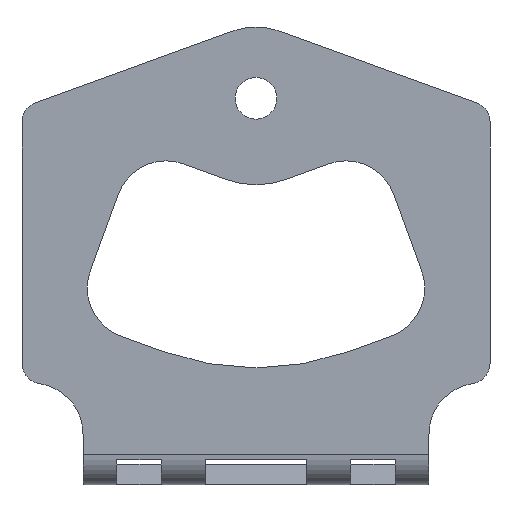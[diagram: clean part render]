
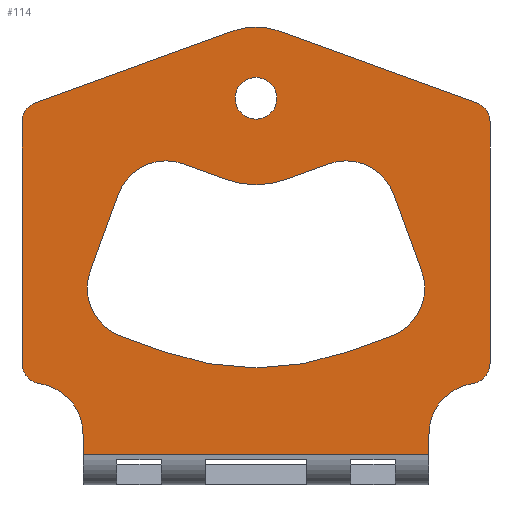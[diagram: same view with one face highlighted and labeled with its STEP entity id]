
A CAD part, left-side view. The second image highlights one B-rep face of the part: STEP entity #114.
In plain terms, the highlighted planar face has unit normal (-1, 0, 0).
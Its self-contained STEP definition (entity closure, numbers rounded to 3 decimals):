
#36=FACE_BOUND('',#240,.T.);
#37=FACE_BOUND('',#241,.T.);
#38=FACE_BOUND('',#242,.T.);
#67=PLANE('',#1180);
#114=ADVANCED_FACE('',(#36,#37,#38),#67,.F.);
#240=EDGE_LOOP('',(#590,#591,#592,#593,#594,#595,#596,#597,#598,#599,#600,
#601,#602,#603));
#241=EDGE_LOOP('',(#604));
#242=EDGE_LOOP('',(#605,#606,#607,#608,#609,#610,#611,#612,#613,#614,#615,
#616));
#287=LINE('',#1574,#389);
#291=LINE('',#1586,#393);
#294=LINE('',#1596,#396);
#298=LINE('',#1608,#400);
#303=LINE('',#1622,#405);
#306=LINE('',#1632,#408);
#313=LINE('',#1664,#415);
#318=LINE('',#1678,#420);
#321=LINE('',#1688,#423);
#326=LINE('',#1701,#428);
#332=LINE('',#1721,#434);
#333=LINE('',#1723,#435);
#334=LINE('',#1725,#436);
#389=VECTOR('',#1247,1.);
#393=VECTOR('',#1259,1.);
#396=VECTOR('',#1270,1.);
#400=VECTOR('',#1282,1.);
#405=VECTOR('',#1295,1.);
#408=VECTOR('',#1306,1.);
#415=VECTOR('',#1339,1.);
#420=VECTOR('',#1352,1.);
#423=VECTOR('',#1363,1.);
#428=VECTOR('',#1376,1.);
#434=VECTOR('',#1394,1.);
#435=VECTOR('',#1397,1.);
#436=VECTOR('',#1398,1.);
#590=ORIENTED_EDGE('',*,*,#978,.F.);
#591=ORIENTED_EDGE('',*,*,#975,.T.);
#592=ORIENTED_EDGE('',*,*,#971,.T.);
#593=ORIENTED_EDGE('',*,*,#969,.T.);
#594=ORIENTED_EDGE('',*,*,#966,.T.);
#595=ORIENTED_EDGE('',*,*,#963,.T.);
#596=ORIENTED_EDGE('',*,*,#959,.T.);
#597=ORIENTED_EDGE('',*,*,#957,.T.);
#598=ORIENTED_EDGE('',*,*,#979,.T.);
#599=ORIENTED_EDGE('',*,*,#988,.T.);
#600=ORIENTED_EDGE('',*,*,#989,.F.);
#601=ORIENTED_EDGE('',*,*,#990,.F.);
#602=ORIENTED_EDGE('',*,*,#953,.T.);
#603=ORIENTED_EDGE('',*,*,#950,.T.);
#604=ORIENTED_EDGE('',*,*,#947,.T.);
#605=ORIENTED_EDGE('',*,*,#944,.F.);
#606=ORIENTED_EDGE('',*,*,#941,.F.);
#607=ORIENTED_EDGE('',*,*,#939,.F.);
#608=ORIENTED_EDGE('',*,*,#935,.T.);
#609=ORIENTED_EDGE('',*,*,#932,.F.);
#610=ORIENTED_EDGE('',*,*,#929,.T.);
#611=ORIENTED_EDGE('',*,*,#926,.F.);
#612=ORIENTED_EDGE('',*,*,#923,.F.);
#613=ORIENTED_EDGE('',*,*,#921,.F.);
#614=ORIENTED_EDGE('',*,*,#917,.T.);
#615=ORIENTED_EDGE('',*,*,#915,.F.);
#616=ORIENTED_EDGE('',*,*,#910,.T.);
#804=VERTEX_POINT('',#1564);
#805=VERTEX_POINT('',#1565);
#809=VERTEX_POINT('',#1575);
#810=VERTEX_POINT('',#1579);
#813=VERTEX_POINT('',#1587);
#814=VERTEX_POINT('',#1591);
#816=VERTEX_POINT('',#1597);
#818=VERTEX_POINT('',#1603);
#820=VERTEX_POINT('',#1609);
#822=VERTEX_POINT('',#1615);
#825=VERTEX_POINT('',#1623);
#826=VERTEX_POINT('',#1627);
#829=VERTEX_POINT('',#1638);
#832=VERTEX_POINT('',#1644);
#833=VERTEX_POINT('',#1646);
#835=VERTEX_POINT('',#1652);
#838=VERTEX_POINT('',#1659);
#839=VERTEX_POINT('',#1661);
#840=VERTEX_POINT('',#1665);
#843=VERTEX_POINT('',#1673);
#845=VERTEX_POINT('',#1679);
#847=VERTEX_POINT('',#1685);
#848=VERTEX_POINT('',#1689);
#851=VERTEX_POINT('',#1697);
#852=VERTEX_POINT('',#1704);
#859=VERTEX_POINT('',#1720);
#860=VERTEX_POINT('',#1724);
#910=EDGE_CURVE('',#804,#805,#1068,.T.);
#915=EDGE_CURVE('',#804,#809,#287,.T.);
#917=EDGE_CURVE('',#810,#809,#1070,.T.);
#921=EDGE_CURVE('',#810,#813,#291,.T.);
#923=EDGE_CURVE('',#813,#814,#1072,.T.);
#926=EDGE_CURVE('',#814,#816,#294,.T.);
#929=EDGE_CURVE('',#818,#816,#1074,.T.);
#932=EDGE_CURVE('',#818,#820,#298,.T.);
#935=EDGE_CURVE('',#822,#820,#1076,.T.);
#939=EDGE_CURVE('',#822,#825,#303,.T.);
#941=EDGE_CURVE('',#825,#826,#1078,.T.);
#944=EDGE_CURVE('',#826,#805,#306,.T.);
#947=EDGE_CURVE('',#829,#829,#1081,.T.);
#950=EDGE_CURVE('',#833,#832,#1083,.T.);
#953=EDGE_CURVE('',#835,#833,#1085,.T.);
#957=EDGE_CURVE('',#839,#838,#1087,.T.);
#959=EDGE_CURVE('',#840,#839,#313,.T.);
#963=EDGE_CURVE('',#843,#840,#1089,.T.);
#966=EDGE_CURVE('',#845,#843,#318,.T.);
#969=EDGE_CURVE('',#847,#845,#1091,.T.);
#971=EDGE_CURVE('',#848,#847,#321,.T.);
#975=EDGE_CURVE('',#851,#848,#1093,.T.);
#978=EDGE_CURVE('',#851,#832,#326,.T.);
#979=EDGE_CURVE('',#838,#852,#1094,.T.);
#988=EDGE_CURVE('',#852,#859,#332,.T.);
#989=EDGE_CURVE('',#860,#859,#333,.T.);
#990=EDGE_CURVE('',#835,#860,#334,.T.);
#1068=CIRCLE('',#1125,5.);
#1070=CIRCLE('',#1129,5.);
#1072=CIRCLE('',#1133,26.5);
#1074=CIRCLE('',#1137,5.);
#1076=CIRCLE('',#1141,5.);
#1078=CIRCLE('',#1145,8.5);
#1081=CIRCLE('',#1150,2.05);
#1083=CIRCLE('',#1153,2.);
#1085=CIRCLE('',#1156,5.);
#1087=CIRCLE('',#1159,2.);
#1089=CIRCLE('',#1163,2.);
#1091=CIRCLE('',#1167,7.);
#1093=CIRCLE('',#1171,2.);
#1094=CIRCLE('',#1174,5.);
#1125=AXIS2_PLACEMENT_3D('',#1563,#1238,#1239);
#1129=AXIS2_PLACEMENT_3D('',#1578,#1251,#1252);
#1133=AXIS2_PLACEMENT_3D('',#1590,#1263,#1264);
#1137=AXIS2_PLACEMENT_3D('',#1602,#1275,#1276);
#1141=AXIS2_PLACEMENT_3D('',#1614,#1287,#1288);
#1145=AXIS2_PLACEMENT_3D('',#1626,#1299,#1300);
#1150=AXIS2_PLACEMENT_3D('',#1637,#1312,#1313);
#1153=AXIS2_PLACEMENT_3D('',#1645,#1319,#1320);
#1156=AXIS2_PLACEMENT_3D('',#1651,#1326,#1327);
#1159=AXIS2_PLACEMENT_3D('',#1660,#1334,#1335);
#1163=AXIS2_PLACEMENT_3D('',#1672,#1346,#1347);
#1167=AXIS2_PLACEMENT_3D('',#1684,#1358,#1359);
#1171=AXIS2_PLACEMENT_3D('',#1696,#1370,#1371);
#1174=AXIS2_PLACEMENT_3D('',#1703,#1379,#1380);
#1180=AXIS2_PLACEMENT_3D('',#1726,#1399,#1400);
#1238=DIRECTION('',(1.,0.,0.));
#1239=DIRECTION('',(0.,0.,-1.));
#1247=DIRECTION('',(0.,0.342,-0.94));
#1251=DIRECTION('',(1.,0.,0.));
#1252=DIRECTION('',(0.,0.,-1.));
#1259=DIRECTION('',(0.,-0.94,-0.342));
#1263=DIRECTION('',(-1.,0.,0.));
#1264=DIRECTION('',(0.,0.,-1.));
#1270=DIRECTION('',(0.,-0.94,0.342));
#1275=DIRECTION('',(1.,0.,0.));
#1276=DIRECTION('',(0.,0.,-1.));
#1282=DIRECTION('',(0.,0.342,0.94));
#1287=DIRECTION('',(1.,0.,0.));
#1288=DIRECTION('',(0.,0.,-1.));
#1295=DIRECTION('',(0.,0.94,-0.342));
#1299=DIRECTION('',(1.,0.,0.));
#1300=DIRECTION('',(0.,0.,-1.));
#1306=DIRECTION('',(0.,0.94,0.342));
#1312=DIRECTION('',(1.,0.,0.));
#1313=DIRECTION('',(0.,0.,-1.));
#1319=DIRECTION('',(-1.,0.,0.));
#1320=DIRECTION('',(0.,0.,-1.));
#1326=DIRECTION('',(1.,0.,0.));
#1327=DIRECTION('',(0.,0.,-1.));
#1334=DIRECTION('',(-1.,0.,0.));
#1335=DIRECTION('',(0.,0.,-1.));
#1339=DIRECTION('',(0.,0.,-1.));
#1346=DIRECTION('',(-1.,0.,0.));
#1347=DIRECTION('',(0.,0.,-1.));
#1352=DIRECTION('',(0.,0.94,-0.342));
#1358=DIRECTION('',(-1.,0.,0.));
#1359=DIRECTION('',(0.,0.,-1.));
#1363=DIRECTION('',(0.,0.94,0.342));
#1370=DIRECTION('',(-1.,0.,0.));
#1371=DIRECTION('',(0.,0.,-1.));
#1376=DIRECTION('',(0.,0.,-1.));
#1379=DIRECTION('',(1.,0.,0.));
#1380=DIRECTION('',(0.,0.,-1.));
#1394=DIRECTION('',(0.,0.,-1.));
#1397=DIRECTION('',(0.,1.,0.));
#1398=DIRECTION('',(0.,0.,-1.));
#1399=DIRECTION('',(1.,0.,0.));
#1400=DIRECTION('',(0.,0.,-1.));
#1563=CARTESIAN_POINT('',(0.,8.846,26.853));
#1564=CARTESIAN_POINT('',(0.,13.544,28.563));
#1565=CARTESIAN_POINT('',(0.,7.136,31.552));
#1574=CARTESIAN_POINT('',(0.,4.689,52.894));
#1575=CARTESIAN_POINT('',(0.,16.281,21.046));
#1578=CARTESIAN_POINT('',(0.,11.582,19.336));
#1579=CARTESIAN_POINT('',(0.,13.292,14.637));
#1586=CARTESIAN_POINT('',(0.,-3.698,8.453));
#1587=CARTESIAN_POINT('',(0.,9.064,13.098));
#1590=CARTESIAN_POINT('',(0.,0.,38.));
#1591=CARTESIAN_POINT('',(0.,-9.064,13.098));
#1596=CARTESIAN_POINT('',(0.,-26.325,19.381));
#1597=CARTESIAN_POINT('',(0.,-13.292,14.637));
#1602=CARTESIAN_POINT('',(0.,-11.582,19.336));
#1603=CARTESIAN_POINT('',(0.,-16.281,21.046));
#1608=CARTESIAN_POINT('',(0.,-8.666,41.967));
#1609=CARTESIAN_POINT('',(0.,-13.544,28.563));
#1614=CARTESIAN_POINT('',(0.,-8.846,26.853));
#1615=CARTESIAN_POINT('',(0.,-7.136,31.552));
#1622=CARTESIAN_POINT('',(0.,-20.168,36.295));
#1623=CARTESIAN_POINT('',(0.,-2.907,30.013));
#1626=CARTESIAN_POINT('',(0.,0.,38.));
#1627=CARTESIAN_POINT('',(0.,2.907,30.013));
#1632=CARTESIAN_POINT('',(0.,-9.854,25.368));
#1637=CARTESIAN_POINT('',(0.,0.,38.));
#1638=CARTESIAN_POINT('',(0.,0.,35.95));
#1644=CARTESIAN_POINT('',(0.,-23.,11.928));
#1645=CARTESIAN_POINT('',(0.,-21.,11.928));
#1646=CARTESIAN_POINT('',(0.,-21.286,9.949));
#1651=CARTESIAN_POINT('',(0.,-22.,5.));
#1652=CARTESIAN_POINT('',(0.,-17.,5.));
#1659=CARTESIAN_POINT('',(0.,21.286,9.949));
#1660=CARTESIAN_POINT('',(0.,21.,11.928));
#1661=CARTESIAN_POINT('',(0.,23.,11.928));
#1664=CARTESIAN_POINT('',(0.,23.,45.));
#1665=CARTESIAN_POINT('',(0.,23.,35.678));
#1672=CARTESIAN_POINT('',(0.,21.,35.678));
#1673=CARTESIAN_POINT('',(0.,21.684,37.557));
#1678=CARTESIAN_POINT('',(0.,-14.867,50.86));
#1679=CARTESIAN_POINT('',(0.,2.394,44.578));
#1684=CARTESIAN_POINT('',(0.,0.,38.));
#1685=CARTESIAN_POINT('',(0.,-2.394,44.578));
#1688=CARTESIAN_POINT('',(0.,-15.156,39.933));
#1689=CARTESIAN_POINT('',(0.,-21.684,37.557));
#1696=CARTESIAN_POINT('',(0.,-21.,35.678));
#1697=CARTESIAN_POINT('',(0.,-23.,35.678));
#1701=CARTESIAN_POINT('',(0.,-23.,45.));
#1703=CARTESIAN_POINT('',(0.,22.,5.));
#1704=CARTESIAN_POINT('',(0.,17.,5.));
#1720=CARTESIAN_POINT('',(0.,17.,3.));
#1721=CARTESIAN_POINT('',(0.,17.,45.));
#1723=CARTESIAN_POINT('',(0.,-17.,3.));
#1724=CARTESIAN_POINT('',(0.,-17.,3.));
#1725=CARTESIAN_POINT('',(0.,-17.,45.));
#1726=CARTESIAN_POINT('',(0.,-17.,45.));
